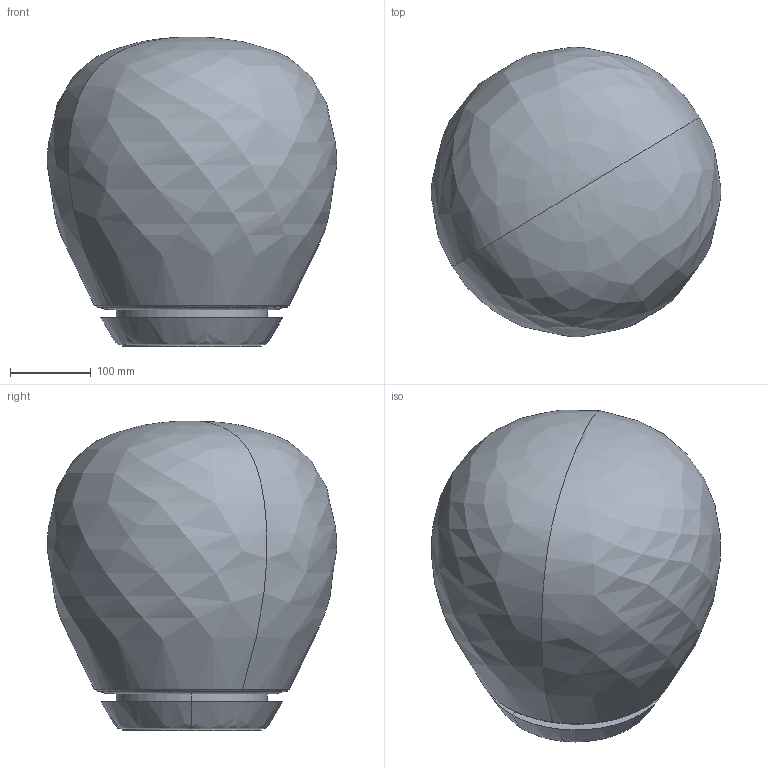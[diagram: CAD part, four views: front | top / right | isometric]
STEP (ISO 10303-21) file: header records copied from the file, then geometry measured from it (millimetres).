
FILE_DESCRIPTION(/* description */ (''),/* implementation_level */ '2;1');
FILE_NAME(/* name */ 'Empatia 360 tavolo',/* time_stamp */ '2015-03-02T15:28:27+01:00',/* author */ (''),/* organization */ (''),/* preprocessor_version */ 'ST-DEVELOPER v10',/* originating_system */ '',/* authorisation */ '');
FILE_SCHEMA (('CONFIG_CONTROL_DESIGN'));
Length unit declared in the file: millimetre
Products named in the file (1): 1
Bounding box: 359.62 x 359.62 x 384.88 mm (x, y, z)
Volume: 4379762.4 mm3; surface area: 954534.1 mm2
Topology: 3 solids, 3 shells, 41 faces, 90 edges, 51 vertices
Faces by surface type: bspline 36, plane 5
Entity records: 1995 total; most frequent: CARTESIAN_POINT 1430, ORIENTED_EDGE 168, EDGE_CURVE 84, VERTEX_POINT 51, EDGE_LOOP 43, ADVANCED_FACE 41, FACE_OUTER_BOUND 41, B_SPLINE_CURVE_WITH_KNOTS 24
